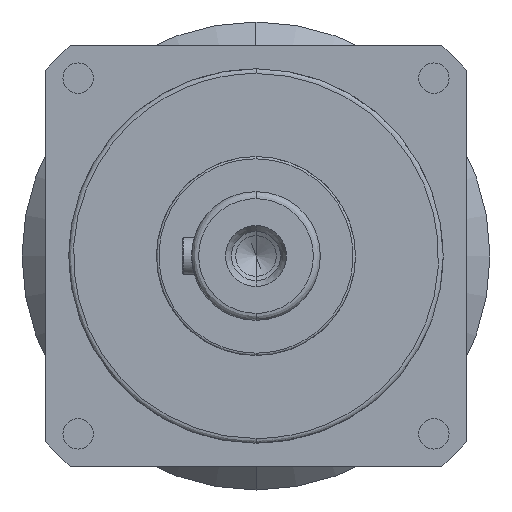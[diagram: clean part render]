
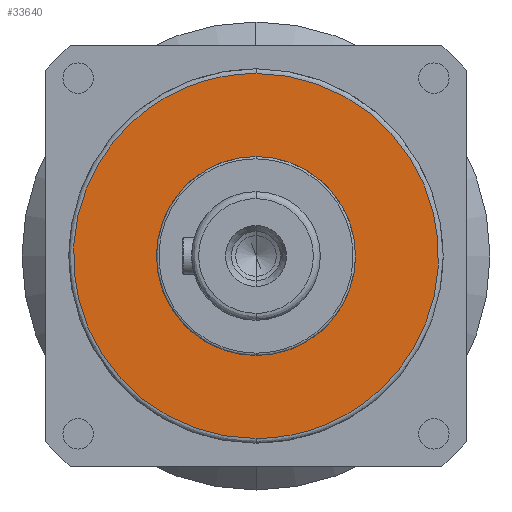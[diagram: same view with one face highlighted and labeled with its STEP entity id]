
A CAD part, left-side view. The second image highlights one B-rep face of the part: STEP entity #33640.
In plain terms, the highlighted face is planar.
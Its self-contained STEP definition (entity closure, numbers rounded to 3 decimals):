
#564 = DIRECTION ( 'NONE',  ( 0., 0., 1. ) ) ;
#884 = DIRECTION ( 'NONE',  ( 1., 0., 0. ) ) ;
#935 = CARTESIAN_POINT ( 'NONE',  ( 78., 0., 85. ) ) ;
#1198 = CARTESIAN_POINT ( 'NONE',  ( 42.5, 0., 85. ) ) ;
#1689 =( BOUNDED_CURVE ( )  B_SPLINE_CURVE ( 3, ( #33723, #17266, #20059, #3322 ),
 .UNSPECIFIED., .F., .F. ) 
 B_SPLINE_CURVE_WITH_KNOTS ( ( 4, 4 ),
 ( 0., 0.5 ),
 .UNSPECIFIED. ) 
 CURVE ( )  GEOMETRIC_REPRESENTATION_ITEM ( )  RATIONAL_B_SPLINE_CURVE ( ( 1., 0.333, 0.333, 1. ) ) 
 REPRESENTATION_ITEM ( '' )  );
#1805 = FACE_OUTER_BOUND ( 'NONE', #10252, .T. ) ;
#2339 = CARTESIAN_POINT ( 'NONE',  ( -78., -156., 85. ) ) ;
#3322 = CARTESIAN_POINT ( 'NONE',  ( -78., 0., 85. ) ) ;
#6298 = VERTEX_POINT ( 'NONE', #935 ) ;
#6434 = ORIENTED_EDGE ( 'NONE', *, *, #6475, .F. ) ;
#6475 = EDGE_CURVE ( 'NONE', #16928, #32139, #10454, .T. ) ;
#9377 = DIRECTION ( 'NONE',  ( 0., 0., -1. ) ) ;
#10252 = EDGE_LOOP ( 'NONE', ( #21037, #13198 ) ) ;
#10370 = EDGE_CURVE ( 'NONE', #6298, #25623, #1689, .T. ) ;
#10454 = CIRCLE ( 'NONE', #12926, 42.5 ) ;
#10798 = CARTESIAN_POINT ( 'NONE',  ( 78., 0., 85. ) ) ;
#11419 =( BOUNDED_CURVE ( )  B_SPLINE_CURVE ( 3, ( #24653, #2339, #27456, #10798 ),
 .UNSPECIFIED., .F., .F. ) 
 B_SPLINE_CURVE_WITH_KNOTS ( ( 4, 4 ),
 ( 0.5, 1. ),
 .UNSPECIFIED. ) 
 CURVE ( )  GEOMETRIC_REPRESENTATION_ITEM ( )  RATIONAL_B_SPLINE_CURVE ( ( 1., 0.333, 0.333, 1. ) ) 
 REPRESENTATION_ITEM ( '' )  );
#12926 = AXIS2_PLACEMENT_3D ( 'NONE', #26047, #9377, #28853 ) ;
#13096 = AXIS2_PLACEMENT_3D ( 'NONE', #17363, #564, #20155 ) ;
#13198 = ORIENTED_EDGE ( 'NONE', *, *, #10370, .F. ) ;
#13526 = AXIS2_PLACEMENT_3D ( 'NONE', #34241, #17681, #884 ) ;
#14164 = EDGE_LOOP ( 'NONE', ( #22466, #6434 ) ) ;
#16719 = FACE_BOUND ( 'NONE', #14164, .T. ) ;
#16928 = VERTEX_POINT ( 'NONE', #23515 ) ;
#17266 = CARTESIAN_POINT ( 'NONE',  ( 78., 156., 85. ) ) ;
#17363 = CARTESIAN_POINT ( 'NONE',  ( 0., 0., 85. ) ) ;
#17599 = EDGE_CURVE ( 'NONE', #32139, #16928, #26308, .T. ) ;
#17681 = DIRECTION ( 'NONE',  ( 0., 0., -1. ) ) ;
#20059 = CARTESIAN_POINT ( 'NONE',  ( -78., 156., 85. ) ) ;
#20155 = DIRECTION ( 'NONE',  ( 1., 0., 0. ) ) ;
#21037 = ORIENTED_EDGE ( 'NONE', *, *, #22066, .F. ) ;
#22066 = EDGE_CURVE ( 'NONE', #25623, #6298, #11419, .T. ) ;
#22466 = ORIENTED_EDGE ( 'NONE', *, *, #17599, .F. ) ;
#23515 = CARTESIAN_POINT ( 'NONE',  ( -42.5, 0., 85. ) ) ;
#24653 = CARTESIAN_POINT ( 'NONE',  ( -78., 0., 85. ) ) ;
#25623 = VERTEX_POINT ( 'NONE', #27859 ) ;
#26047 = CARTESIAN_POINT ( 'NONE',  ( 0., 0., 85. ) ) ;
#26308 = CIRCLE ( 'NONE', #13526, 42.5 ) ;
#27456 = CARTESIAN_POINT ( 'NONE',  ( 78., -156., 85. ) ) ;
#27859 = CARTESIAN_POINT ( 'NONE',  ( -78., 0., 85. ) ) ;
#28853 = DIRECTION ( 'NONE',  ( 1., 0., 0. ) ) ;
#32139 = VERTEX_POINT ( 'NONE', #1198 ) ;
#33640 = ADVANCED_FACE ( 'NONE', ( #1805, #16719 ), #33815, .F. ) ;
#33723 = CARTESIAN_POINT ( 'NONE',  ( 78., 0., 85. ) ) ;
#33815 = PLANE ( 'NONE',  #13096 ) ;
#34241 = CARTESIAN_POINT ( 'NONE',  ( 0., 0., 85. ) ) ;
